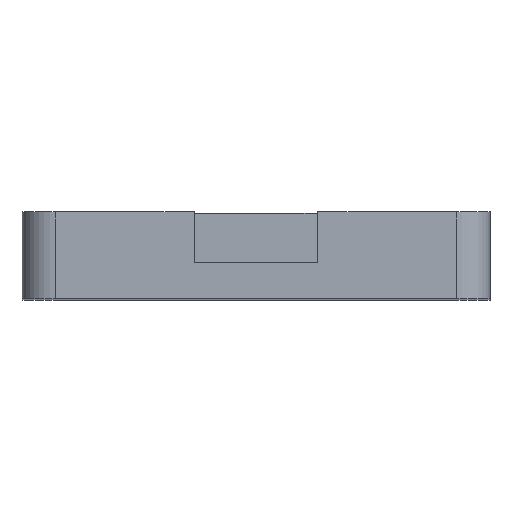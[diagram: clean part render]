
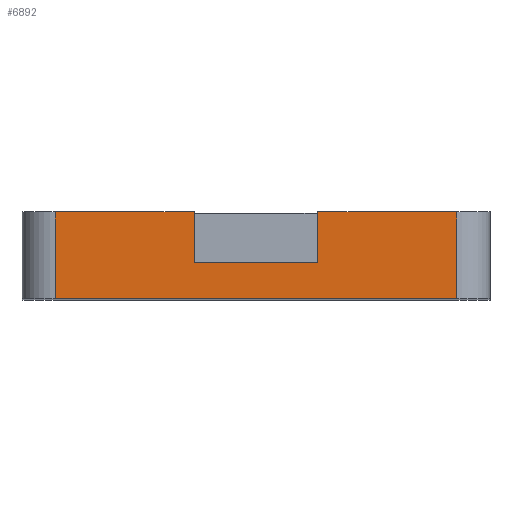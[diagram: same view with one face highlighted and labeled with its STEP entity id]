
A CAD part, top view. The second image highlights one B-rep face of the part: STEP entity #6892.
In plain terms, the highlighted planar face has unit normal (0, 0, 1).
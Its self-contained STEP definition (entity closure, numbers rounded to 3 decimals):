
#191=PLANE('',#7057);
#553=FACE_OUTER_BOUND('',#953,.T.);
#953=EDGE_LOOP('',(#6209,#6210,#6211,#6212,#6213,#6214,#6215,#6216));
#1471=LINE('',#13902,#2007);
#1478=LINE('',#13940,#2014);
#1486=LINE('',#13956,#2022);
#1490=LINE('',#13973,#2026);
#1492=LINE('',#13977,#2028);
#1493=LINE('',#13979,#2029);
#1494=LINE('',#13980,#2030);
#1495=LINE('',#13981,#2031);
#2007=VECTOR('',#7783,10.);
#2014=VECTOR('',#7824,10.);
#2022=VECTOR('',#7832,10.);
#2026=VECTOR('',#7852,10.);
#2028=VECTOR('',#7856,10.);
#2029=VECTOR('',#7857,10.);
#2030=VECTOR('',#7858,10.);
#2031=VECTOR('',#7859,10.);
#3169=VERTEX_POINT('',#13899);
#3170=VERTEX_POINT('',#13901);
#3183=VERTEX_POINT('',#13937);
#3184=VERTEX_POINT('',#13939);
#3191=VERTEX_POINT('',#13953);
#3192=VERTEX_POINT('',#13955);
#3198=VERTEX_POINT('',#13976);
#3199=VERTEX_POINT('',#13978);
#4177=EDGE_CURVE('',#3170,#3169,#1471,.T.);
#4193=EDGE_CURVE('',#3183,#3184,#1478,.T.);
#4201=EDGE_CURVE('',#3191,#3192,#1486,.T.);
#4210=EDGE_CURVE('',#3192,#3169,#1490,.T.);
#4212=EDGE_CURVE('',#3191,#3198,#1492,.T.);
#4213=EDGE_CURVE('',#3198,#3199,#1493,.T.);
#4214=EDGE_CURVE('',#3199,#3184,#1494,.T.);
#4215=EDGE_CURVE('',#3170,#3183,#1495,.T.);
#6209=ORIENTED_EDGE('',*,*,#4210,.F.);
#6210=ORIENTED_EDGE('',*,*,#4201,.F.);
#6211=ORIENTED_EDGE('',*,*,#4212,.T.);
#6212=ORIENTED_EDGE('',*,*,#4213,.T.);
#6213=ORIENTED_EDGE('',*,*,#4214,.T.);
#6214=ORIENTED_EDGE('',*,*,#4193,.F.);
#6215=ORIENTED_EDGE('',*,*,#4215,.F.);
#6216=ORIENTED_EDGE('',*,*,#4177,.T.);
#6892=ADVANCED_FACE('',(#553),#191,.T.);
#7057=AXIS2_PLACEMENT_3D('',#13975,#7854,#7855);
#7783=DIRECTION('',(1.,0.,0.));
#7824=DIRECTION('',(1.,0.,0.));
#7832=DIRECTION('',(1.,0.,0.));
#7852=DIRECTION('',(0.,-1.,0.));
#7854=DIRECTION('center_axis',(0.,0.,1.));
#7855=DIRECTION('ref_axis',(1.,0.,0.));
#7856=DIRECTION('',(0.,-1.,0.));
#7857=DIRECTION('',(-1.,0.,0.));
#7858=DIRECTION('',(0.,1.,0.));
#7859=DIRECTION('',(0.,1.,0.));
#13899=CARTESIAN_POINT('',(55.,0.,10.));
#13901=CARTESIAN_POINT('',(-5.,0.,10.));
#13902=CARTESIAN_POINT('',(-10.,0.,10.));
#13937=CARTESIAN_POINT('',(-5.,13.,10.));
#13939=CARTESIAN_POINT('',(15.75,13.,10.));
#13940=CARTESIAN_POINT('',(-10.,13.,10.));
#13953=CARTESIAN_POINT('',(34.25,13.,10.));
#13955=CARTESIAN_POINT('',(55.,13.,10.));
#13956=CARTESIAN_POINT('',(-10.,13.,10.));
#13973=CARTESIAN_POINT('',(55.,0.,10.));
#13975=CARTESIAN_POINT('Origin',(-10.,0.,10.));
#13976=CARTESIAN_POINT('',(34.25,5.5,10.));
#13977=CARTESIAN_POINT('',(34.25,6.5,10.));
#13978=CARTESIAN_POINT('',(15.75,5.5,10.));
#13979=CARTESIAN_POINT('',(7.5,5.5,10.));
#13980=CARTESIAN_POINT('',(15.75,6.5,10.));
#13981=CARTESIAN_POINT('',(-5.,0.,10.));
